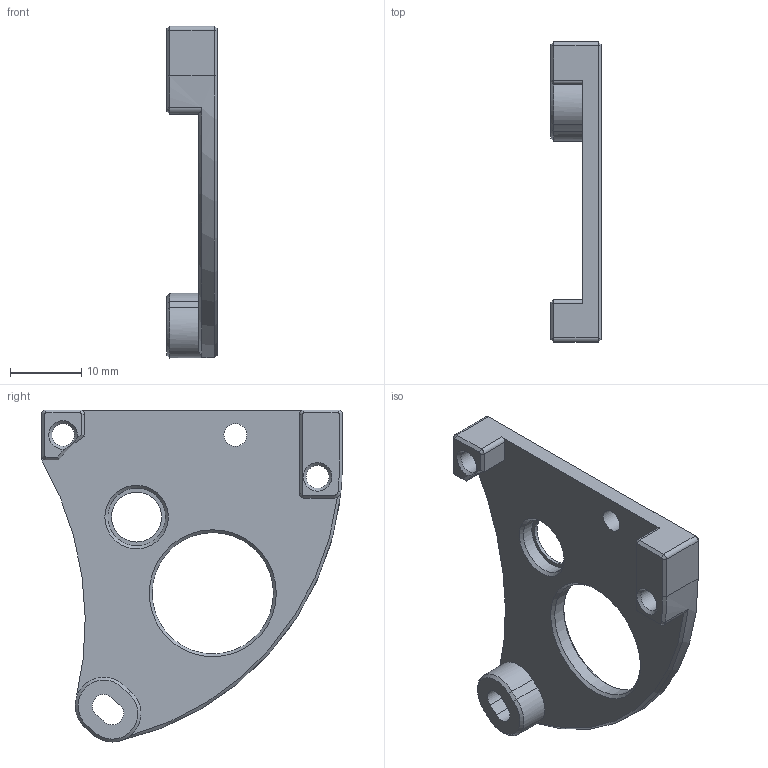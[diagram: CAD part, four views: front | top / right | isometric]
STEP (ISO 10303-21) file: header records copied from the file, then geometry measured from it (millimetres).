
FILE_DESCRIPTION(/* description */ (''),/* implementation_level */ '2;1');
FILE_NAME(/* name */ 'Rear_Mirror-R.stp',/* time_stamp */ '2021-02-06T22:14:56-08:00',/* author */ (''),/* organization */ (''),/* preprocessor_version */ 'ST-DEVELOPER v18.1',/* originating_system */ 'Autodesk Translation Framework v9.7.0.1280',/* authorisation */ '');
FILE_SCHEMA (('AUTOMOTIVE_DESIGN { 1 0 10303 214 3 1 1 }'));
Length unit declared in the file: millimetre
Products named in the file (1): Rear
Bounding box: 7.08 x 42.13 x 46.52 mm (x, y, z)
Volume: 3542.8 mm3; surface area: 3447.3 mm2
Topology: 1 solids, 1 shells, 82 faces, 196 edges, 116 vertices
Faces by surface type: cone 31, plane 27, cylinder 24
Full cylindrical faces by diameter (mm): 3.2 x3, 7 x1, 8.1 x1, 17 x1
Entity records: 2431 total; most frequent: DIRECTION 440, CARTESIAN_POINT 429, ORIENTED_EDGE 392, EDGE_CURVE 196, AXIS2_PLACEMENT_3D 167, VERTEX_POINT 116, LINE 106, VECTOR 106
